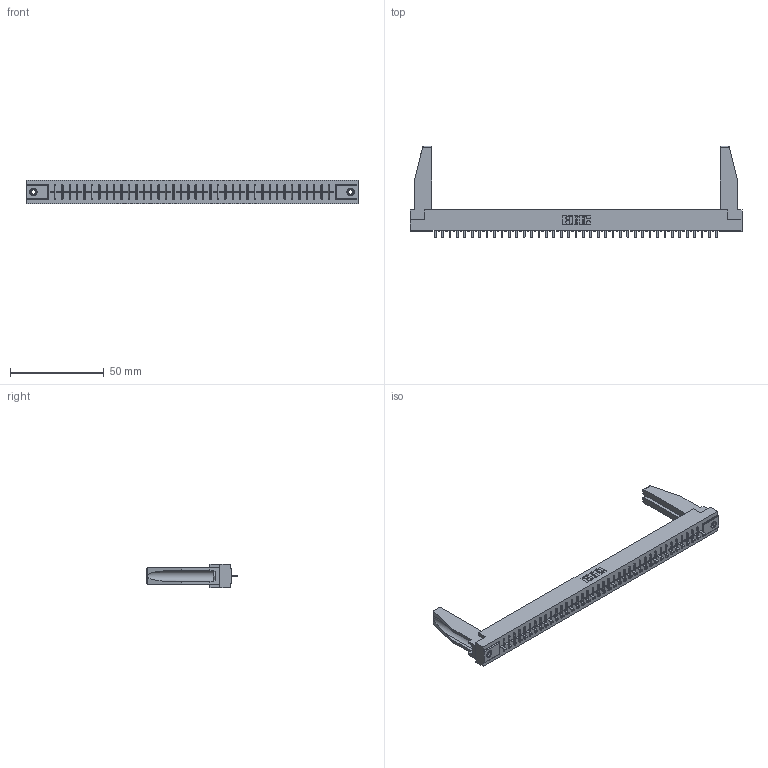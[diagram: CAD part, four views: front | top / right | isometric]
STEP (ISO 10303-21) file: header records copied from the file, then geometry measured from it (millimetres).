
FILE_DESCRIPTION (( 'STEP AP203' ), '1' );
FILE_NAME ('316-039-421-178.STEP', '2020-09-23T06:29:05', ( '' ), ( '' ), 'SwSTEP 2.0', 'SolidWorks 2020', '' );
FILE_SCHEMA (( 'CONFIG_CONTROL_DESIGN' ));
Length unit declared in the file: inch
Products named in the file (5): 307-220-078; 316-039-421-178; 306 Part_.156 Dia; 306-290-001_121; 345-250-001_345-250-001-102
Assembly tree (44 placements, depth 2):
  316-039-421-178
    306 Part_.156 Dia
    306-290-001_121  x39
    345-250-001_345-250-001-102  x2
    307-220-078  x2
Bounding box: 177.55 x 48.92 x 12.7 mm (x, y, z)
Volume: 23557.9 mm3; surface area: 23583 mm2
Topology: 44 solids, 44 shells, 2976 faces, 8329 edges, 5334 vertices
Faces by surface type: plane 1985, cylinder 819, sphere 156, cone 12, torus 4
Entity records: 39153 total; most frequent: CARTESIAN_POINT 6574, ORIENTED_EDGE 6476, DIRECTION 6434, EDGE_CURVE 3238, LINE 2534, VECTOR 2534, VERTEX_POINT 2048, AXIS2_PLACEMENT_3D 1950
